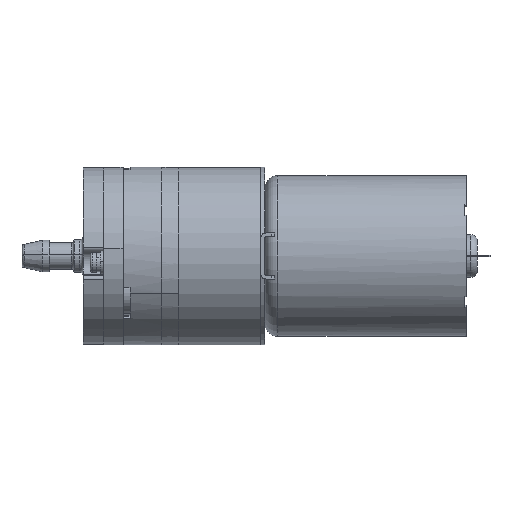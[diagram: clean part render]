
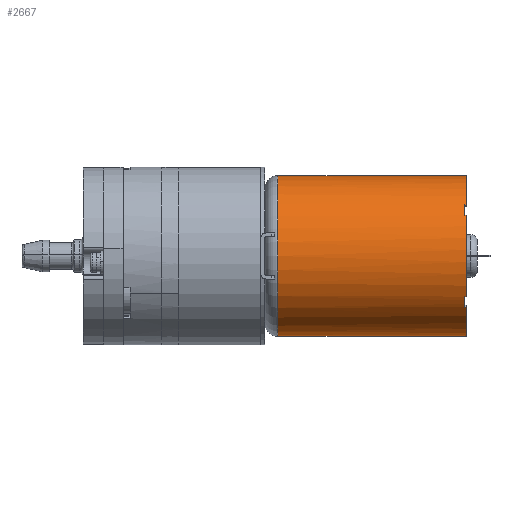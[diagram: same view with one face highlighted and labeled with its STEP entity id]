
A CAD part, left-side view. The second image highlights one B-rep face of the part: STEP entity #2667.
In plain terms, the highlighted cylindrical face has radius 12.2 mm (diameter 24.4 mm), a partial arc.
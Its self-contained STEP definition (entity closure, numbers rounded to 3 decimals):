
#125=CARTESIAN_POINT('',(0.,0.,0.));
#126=DIRECTION('',(0.,1.,0.));
#127=DIRECTION('',(-0.769,0.,0.639));
#128=AXIS2_PLACEMENT_3D('',#125,#126,#127);
#171=CARTESIAN_POINT('',(0.,0.,0.));
#172=DIRECTION('',(0.,1.,0.));
#173=DIRECTION('',(-0.863,0.,-0.505));
#174=AXIS2_PLACEMENT_3D('',#171,#172,#173);
#239=CARTESIAN_POINT('',(0.,0.,0.));
#240=DIRECTION('',(0.,1.,0.));
#241=DIRECTION('',(0.,0.,-1.));
#242=AXIS2_PLACEMENT_3D('',#239,#240,#241);
#349=CARTESIAN_POINT('',(0.,0.3,0.));
#350=DIRECTION('',(0.,1.,0.));
#351=DIRECTION('',(-0.769,0.,-0.639));
#352=AXIS2_PLACEMENT_3D('',#349,#350,#351);
#357=DIRECTION('',(0.,1.,0.));
#358=VECTOR('',#357,0.3);
#359=CARTESIAN_POINT('',(-9.386,0.,-7.793));
#360=LINE('',#359,#358);
#364=DIRECTION('',(0.,1.,0.));
#365=VECTOR('',#364,28.6);
#366=CARTESIAN_POINT('',(0.,0.,-12.2));
#367=LINE('',#366,#365);
#371=CARTESIAN_POINT('',(0.,28.6,0.));
#372=DIRECTION('',(0.,1.,0.));
#373=DIRECTION('',(0.,0.,-1.));
#374=AXIS2_PLACEMENT_3D('',#371,#372,#373);
#379=DIRECTION('',(0.,1.,0.));
#380=VECTOR('',#379,0.3);
#381=CARTESIAN_POINT('',(-9.386,0.,7.793));
#382=LINE('',#381,#380);
#386=CARTESIAN_POINT('',(0.,0.3,0.));
#387=DIRECTION('',(0.,1.,0.));
#388=DIRECTION('',(-0.863,0.,0.505));
#389=AXIS2_PLACEMENT_3D('',#386,#387,#388);
#394=DIRECTION('',(0.,1.,0.));
#395=VECTOR('',#394,0.3);
#396=CARTESIAN_POINT('',(-10.534,0.,6.155));
#397=LINE('',#396,#395);
#401=DIRECTION('',(0.,1.,0.));
#402=VECTOR('',#401,0.3);
#403=CARTESIAN_POINT('',(-10.534,0.,-6.155));
#404=LINE('',#403,#402);
#445=DIRECTION('',(0.,1.,0.));
#446=VECTOR('',#445,28.6);
#447=CARTESIAN_POINT('',(0.,0.,12.2));
#448=LINE('',#447,#446);
#2100=CARTESIAN_POINT('',(0.,28.6,12.2));
#2101=CARTESIAN_POINT('',(0.,28.6,-12.2));
#2102=VERTEX_POINT('',#2100);
#2103=VERTEX_POINT('',#2101);
#2104=CARTESIAN_POINT('',(0.,0.,12.2));
#2105=VERTEX_POINT('',#2104);
#2106=CARTESIAN_POINT('',(0.,0.,-12.2));
#2107=VERTEX_POINT('',#2106);
#2333=CARTESIAN_POINT('',(-10.534,0.3,6.155));
#2335=VERTEX_POINT('',#2333);
#2336=CARTESIAN_POINT('',(-9.386,0.3,7.793));
#2338=VERTEX_POINT('',#2336);
#2341=CARTESIAN_POINT('',(-10.534,0.,6.155));
#2343=VERTEX_POINT('',#2341);
#2344=CARTESIAN_POINT('',(-9.386,0.,7.793));
#2346=VERTEX_POINT('',#2344);
#2349=CARTESIAN_POINT('',(-10.534,0.3,-6.155));
#2351=VERTEX_POINT('',#2349);
#2352=CARTESIAN_POINT('',(-9.386,0.3,-7.793));
#2354=VERTEX_POINT('',#2352);
#2357=CARTESIAN_POINT('',(-10.534,0.,-6.155));
#2359=VERTEX_POINT('',#2357);
#2360=CARTESIAN_POINT('',(-9.386,0.,-7.793));
#2362=VERTEX_POINT('',#2360);
#2644=CARTESIAN_POINT('',(0.,0.,0.));
#2645=DIRECTION('',(0.,1.,0.));
#2646=DIRECTION('',(0.,0.,1.));
#2647=AXIS2_PLACEMENT_3D('',#2644,#2645,#2646);
#2648=CYLINDRICAL_SURFACE('',#2647,12.2);
#2649=ORIENTED_EDGE('',*,*,#2612,.F.);
#2651=ORIENTED_EDGE('',*,*,#2650,.F.);
#2652=ORIENTED_EDGE('',*,*,#2486,.F.);
#2654=ORIENTED_EDGE('',*,*,#2653,.T.);
#2656=ORIENTED_EDGE('',*,*,#2655,.T.);
#2658=ORIENTED_EDGE('',*,*,#2657,.F.);
#2659=ORIENTED_EDGE('',*,*,#2411,.F.);
#2660=ORIENTED_EDGE('',*,*,#2511,.T.);
#2661=ORIENTED_EDGE('',*,*,#2533,.F.);
#2662=ORIENTED_EDGE('',*,*,#2557,.F.);
#2663=ORIENTED_EDGE('',*,*,#2438,.F.);
#2664=ORIENTED_EDGE('',*,*,#2630,.T.);
#2665=EDGE_LOOP('',(#2649,#2651,#2652,#2654,#2656,#2658,#2659,#2660,#2661,#2662,
#2663,#2664));
#2666=FACE_OUTER_BOUND('',#2665,.F.);
#2667=ADVANCED_FACE('',(#2666),#2648,.T.);
#129=CIRCLE('',#128,12.2);
#175=CIRCLE('',#174,12.2);
#243=CIRCLE('',#242,12.2);
#353=CIRCLE('',#352,12.2);
#375=CIRCLE('',#374,12.2);
#390=CIRCLE('',#389,12.2);
#2411=EDGE_CURVE('',#2346,#2105,#129,.T.);
#2438=EDGE_CURVE('',#2359,#2343,#175,.T.);
#2486=EDGE_CURVE('',#2107,#2362,#243,.T.);
#2511=EDGE_CURVE('',#2346,#2338,#382,.T.);
#2533=EDGE_CURVE('',#2335,#2338,#390,.T.);
#2557=EDGE_CURVE('',#2343,#2335,#397,.T.);
#2612=EDGE_CURVE('',#2354,#2351,#353,.T.);
#2630=EDGE_CURVE('',#2359,#2351,#404,.T.);
#2650=EDGE_CURVE('',#2362,#2354,#360,.T.);
#2653=EDGE_CURVE('',#2107,#2103,#367,.T.);
#2655=EDGE_CURVE('',#2103,#2102,#375,.T.);
#2657=EDGE_CURVE('',#2105,#2102,#448,.T.);
